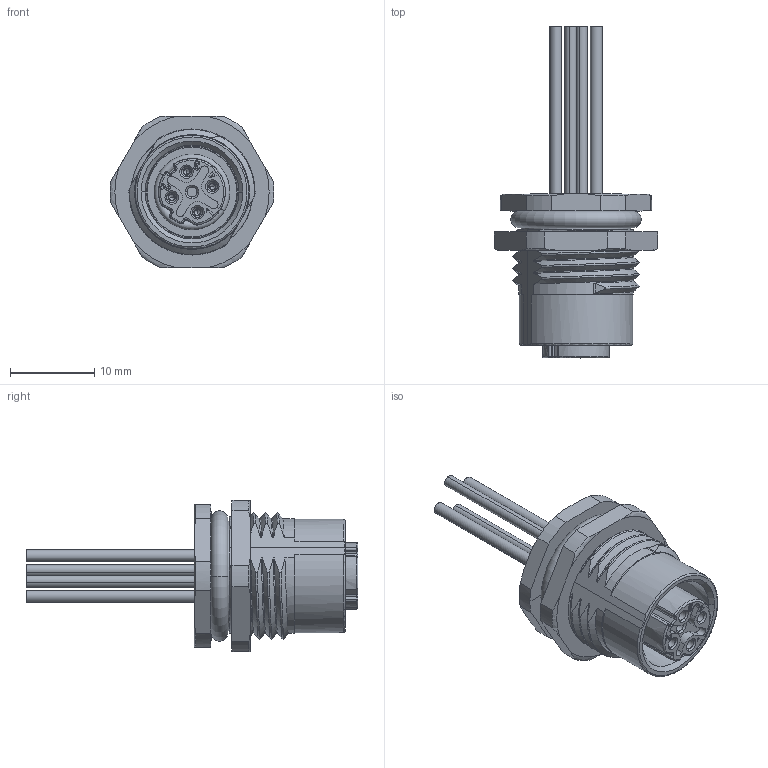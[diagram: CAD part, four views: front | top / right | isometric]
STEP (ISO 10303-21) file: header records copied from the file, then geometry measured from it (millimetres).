
FILE_DESCRIPTION((''),'2;1');
FILE_NAME('4','2017-07-27T',('ch.chen'),(''),'PRO/ENGINEER BY PARAMETRIC TECHNOLOGY CORPORATION, 2012480','PRO/ENGINEER BY PARAMETRIC TECHNOLOGY CORPORATION, 2012480','');
FILE_SCHEMA(('AUTOMOTIVE_DESIGN { 1 0 10303 214 1 1 1 1 }'));
Length unit declared in the file: millimetre
Products named in the file (1): 4
Bounding box: 19.5 x 39.5 x 18 mm (x, y, z)
Volume: 2801.5 mm3; surface area: 3799.1 mm2
Topology: 1 solids, 1 shells, 573 faces, 1691 edges, 1136 vertices
Faces by surface type: plane 185, cylinder 143, cone 85, extrusion 84, bspline 37, torus 35, sphere 4
Entity records: 22817 total; most frequent: CARTESIAN_POINT 8029, ORIENTED_EDGE 3342, DIRECTION 2701, EDGE_CURVE 1671, VERTEX_POINT 1136, AXIS2_PLACEMENT_3D 988, VECTOR 725, LINE 641
